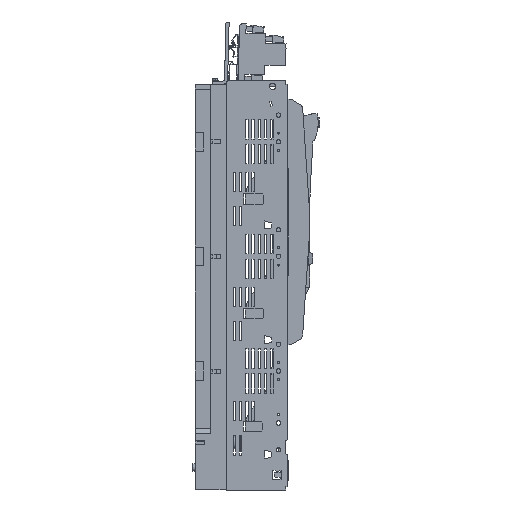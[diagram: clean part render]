
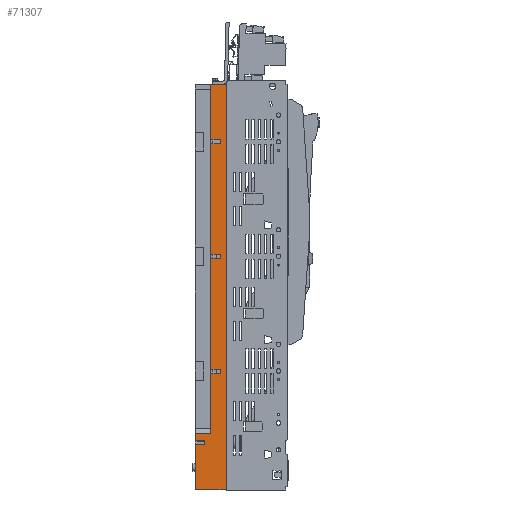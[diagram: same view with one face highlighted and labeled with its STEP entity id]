
A CAD part, left-side view. The second image highlights one B-rep face of the part: STEP entity #71307.
In plain terms, the highlighted planar face has unit normal (-1, 0, 0).
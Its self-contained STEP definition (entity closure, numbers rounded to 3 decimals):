
#71271=AXIS2_PLACEMENT_3D('Plane Axis2P3D',#71268,#71269,#71270) ;
#62827=CARTESIAN_POINT('Vertex',(-50.,-54.,277.064)) ;
#62830=CARTESIAN_POINT('Line Origine',(-50.,-54.,-49.75)) ;
#62834=CARTESIAN_POINT('Vertex',(-50.,-54.,-376.564)) ;
#64943=CARTESIAN_POINT('Vertex',(-50.,-4.,-376.564)) ;
#64946=CARTESIAN_POINT('Line Origine',(-50.,-4.,-340.097)) ;
#64950=CARTESIAN_POINT('Vertex',(-50.,-4.,-303.631)) ;
#64971=CARTESIAN_POINT('Vertex',(-50.,-4.,-297.369)) ;
#64974=CARTESIAN_POINT('Line Origine',(-50.,-4.,-291.714)) ;
#64978=CARTESIAN_POINT('Vertex',(-50.,-4.,-286.058)) ;
#65737=CARTESIAN_POINT('Vertex',(-50.,-29.,277.064)) ;
#65740=CARTESIAN_POINT('Line Origine',(-50.,-29.,277.064)) ;
#69741=CARTESIAN_POINT('Vertex',(-50.,-19.,-297.5)) ;
#69744=CARTESIAN_POINT('Line Origine',(-50.,-11.5,-297.435)) ;
#70439=CARTESIAN_POINT('Line Origine',(-50.,-29.,-376.564)) ;
#70812=CARTESIAN_POINT('Vertex',(-50.,-29.,188.216)) ;
#70817=CARTESIAN_POINT('Line Origine',(-50.,-29.,232.64)) ;
#70840=CARTESIAN_POINT('Vertex',(-50.,-29.,-286.058)) ;
#70843=CARTESIAN_POINT('Line Origine',(-50.,-29.,-237.137)) ;
#70847=CARTESIAN_POINT('Vertex',(-50.,-29.,-188.216)) ;
#70868=CARTESIAN_POINT('Vertex',(-50.,-29.,-181.784)) ;
#70871=CARTESIAN_POINT('Line Origine',(-50.,-29.,-92.5)) ;
#70875=CARTESIAN_POINT('Vertex',(-50.,-29.,-3.216)) ;
#70896=CARTESIAN_POINT('Vertex',(-50.,-29.,3.216)) ;
#70899=CARTESIAN_POINT('Line Origine',(-50.,-29.,92.5)) ;
#70903=CARTESIAN_POINT('Vertex',(-50.,-29.,181.784)) ;
#70977=CARTESIAN_POINT('Vertex',(-50.,-45.,-181.784)) ;
#70980=CARTESIAN_POINT('Line Origine',(-50.,-37.,-181.784)) ;
#71005=CARTESIAN_POINT('Line Origine',(-50.,-45.,-185.)) ;
#71009=CARTESIAN_POINT('Vertex',(-50.,-45.,-188.216)) ;
#71035=CARTESIAN_POINT('Line Origine',(-50.,-37.,-188.216)) ;
#71115=CARTESIAN_POINT('Vertex',(-50.,-19.,-303.631)) ;
#71118=CARTESIAN_POINT('Line Origine',(-50.,-19.,-300.565)) ;
#71148=CARTESIAN_POINT('Vertex',(-50.,-45.,188.216)) ;
#71151=CARTESIAN_POINT('Line Origine',(-50.,-37.,188.216)) ;
#71169=CARTESIAN_POINT('Line Origine',(-50.,-45.,185.)) ;
#71173=CARTESIAN_POINT('Vertex',(-50.,-45.,181.784)) ;
#71192=CARTESIAN_POINT('Line Origine',(-50.,-37.,181.784)) ;
#71210=CARTESIAN_POINT('Vertex',(-50.,-45.,3.216)) ;
#71213=CARTESIAN_POINT('Line Origine',(-50.,-37.,3.216)) ;
#71231=CARTESIAN_POINT('Line Origine',(-50.,-45.,0.)) ;
#71235=CARTESIAN_POINT('Vertex',(-50.,-45.,-3.216)) ;
#71254=CARTESIAN_POINT('Line Origine',(-50.,-37.,-3.216)) ;
#71268=CARTESIAN_POINT('Axis2P3D Location',(-50.,-4.,-49.981)) ;
#71273=CARTESIAN_POINT('Line Origine',(-50.,-29.,-286.058)) ;
#71278=CARTESIAN_POINT('Line Origine',(-50.,-29.,-303.631)) ;
#62831=DIRECTION('Vector Direction',(0.,0.,1.)) ;
#64947=DIRECTION('Vector Direction',(0.,0.,1.)) ;
#64975=DIRECTION('Vector Direction',(0.,0.,1.)) ;
#65741=DIRECTION('Vector Direction',(0.,1.,0.)) ;
#69745=DIRECTION('Vector Direction',(0.,-1.,-0.009)) ;
#70440=DIRECTION('Vector Direction',(0.,1.,0.)) ;
#70818=DIRECTION('Vector Direction',(0.,0.,-1.)) ;
#70844=DIRECTION('Vector Direction',(0.,0.,-1.)) ;
#70872=DIRECTION('Vector Direction',(0.,0.,-1.)) ;
#70900=DIRECTION('Vector Direction',(0.,0.,-1.)) ;
#70981=DIRECTION('Vector Direction',(0.,1.,0.)) ;
#71006=DIRECTION('Vector Direction',(0.,0.,-1.)) ;
#71036=DIRECTION('Vector Direction',(0.,1.,0.)) ;
#71119=DIRECTION('Vector Direction',(0.,0.,-1.)) ;
#71152=DIRECTION('Vector Direction',(0.,1.,0.)) ;
#71170=DIRECTION('Vector Direction',(0.,0.,-1.)) ;
#71193=DIRECTION('Vector Direction',(0.,1.,0.)) ;
#71214=DIRECTION('Vector Direction',(0.,1.,0.)) ;
#71232=DIRECTION('Vector Direction',(0.,0.,-1.)) ;
#71255=DIRECTION('Vector Direction',(0.,1.,0.)) ;
#71269=DIRECTION('Axis2P3D Direction',(1.,0.,0.)) ;
#71270=DIRECTION('Axis2P3D XDirection',(0.,0.,-1.)) ;
#71274=DIRECTION('Vector Direction',(0.,1.,0.)) ;
#71279=DIRECTION('Vector Direction',(0.,1.,0.)) ;
#62832=VECTOR('Line Direction',#62831,1.) ;
#64948=VECTOR('Line Direction',#64947,1.) ;
#64976=VECTOR('Line Direction',#64975,1.) ;
#65742=VECTOR('Line Direction',#65741,1.) ;
#69746=VECTOR('Line Direction',#69745,1.) ;
#70441=VECTOR('Line Direction',#70440,1.) ;
#70819=VECTOR('Line Direction',#70818,1.) ;
#70845=VECTOR('Line Direction',#70844,1.) ;
#70873=VECTOR('Line Direction',#70872,1.) ;
#70901=VECTOR('Line Direction',#70900,1.) ;
#70982=VECTOR('Line Direction',#70981,1.) ;
#71007=VECTOR('Line Direction',#71006,1.) ;
#71037=VECTOR('Line Direction',#71036,1.) ;
#71120=VECTOR('Line Direction',#71119,1.) ;
#71153=VECTOR('Line Direction',#71152,1.) ;
#71171=VECTOR('Line Direction',#71170,1.) ;
#71194=VECTOR('Line Direction',#71193,1.) ;
#71215=VECTOR('Line Direction',#71214,1.) ;
#71233=VECTOR('Line Direction',#71232,1.) ;
#71256=VECTOR('Line Direction',#71255,1.) ;
#71275=VECTOR('Line Direction',#71274,1.) ;
#71280=VECTOR('Line Direction',#71279,1.) ;
#71284=ORIENTED_EDGE('',*,*,#71258,.F.) ;
#71285=ORIENTED_EDGE('',*,*,#70877,.T.) ;
#71286=ORIENTED_EDGE('',*,*,#70984,.T.) ;
#71287=ORIENTED_EDGE('',*,*,#71011,.T.) ;
#71288=ORIENTED_EDGE('',*,*,#71039,.F.) ;
#71289=ORIENTED_EDGE('',*,*,#70849,.T.) ;
#71290=ORIENTED_EDGE('',*,*,#71277,.F.) ;
#71291=ORIENTED_EDGE('',*,*,#64980,.F.) ;
#71292=ORIENTED_EDGE('',*,*,#69748,.T.) ;
#71293=ORIENTED_EDGE('',*,*,#71122,.T.) ;
#71294=ORIENTED_EDGE('',*,*,#71282,.F.) ;
#71295=ORIENTED_EDGE('',*,*,#64952,.F.) ;
#71296=ORIENTED_EDGE('',*,*,#70443,.T.) ;
#71297=ORIENTED_EDGE('',*,*,#62836,.T.) ;
#71298=ORIENTED_EDGE('',*,*,#65744,.F.) ;
#71299=ORIENTED_EDGE('',*,*,#70821,.T.) ;
#71300=ORIENTED_EDGE('',*,*,#71155,.T.) ;
#71301=ORIENTED_EDGE('',*,*,#71175,.T.) ;
#71302=ORIENTED_EDGE('',*,*,#71196,.F.) ;
#71303=ORIENTED_EDGE('',*,*,#70905,.T.) ;
#71304=ORIENTED_EDGE('',*,*,#71217,.T.) ;
#71305=ORIENTED_EDGE('',*,*,#71237,.T.) ;
#71307=ADVANCED_FACE('804187_14_L_NH-Leistenunterteil Gr.3  L/SL3/W/3A/ES00',(#71306),#71272,.F.) ;
#62836=EDGE_CURVE('',#62835,#62828,#62833,.T.) ;
#64952=EDGE_CURVE('',#64944,#64951,#64949,.T.) ;
#64980=EDGE_CURVE('',#64972,#64979,#64977,.T.) ;
#65744=EDGE_CURVE('',#65738,#62828,#65743,.F.) ;
#69748=EDGE_CURVE('',#64972,#69742,#69747,.T.) ;
#70443=EDGE_CURVE('',#64944,#62835,#70442,.F.) ;
#70821=EDGE_CURVE('',#65738,#70813,#70820,.T.) ;
#70849=EDGE_CURVE('',#70848,#70841,#70846,.T.) ;
#70877=EDGE_CURVE('',#70876,#70869,#70874,.T.) ;
#70905=EDGE_CURVE('',#70904,#70897,#70902,.T.) ;
#70984=EDGE_CURVE('',#70869,#70978,#70983,.F.) ;
#71011=EDGE_CURVE('',#70978,#71010,#71008,.T.) ;
#71039=EDGE_CURVE('',#70848,#71010,#71038,.F.) ;
#71122=EDGE_CURVE('',#69742,#71116,#71121,.T.) ;
#71155=EDGE_CURVE('',#70813,#71149,#71154,.F.) ;
#71175=EDGE_CURVE('',#71149,#71174,#71172,.T.) ;
#71196=EDGE_CURVE('',#70904,#71174,#71195,.F.) ;
#71217=EDGE_CURVE('',#70897,#71211,#71216,.F.) ;
#71237=EDGE_CURVE('',#71211,#71236,#71234,.T.) ;
#71258=EDGE_CURVE('',#70876,#71236,#71257,.F.) ;
#71277=EDGE_CURVE('',#64979,#70841,#71276,.F.) ;
#71282=EDGE_CURVE('',#64951,#71116,#71281,.F.) ;
#71283=EDGE_LOOP('',(#71284,#71285,#71286,#71287,#71288,#71289,#71290,#71291,#71292,#71293,#71294,#71295,#71296,#71297,#71298,#71299,#71300,#71301,#71302,#71303,#71304,#71305)) ;
#71306=FACE_OUTER_BOUND('',#71283,.T.) ;
#62833=LINE('Line',#62830,#62832) ;
#64949=LINE('Line',#64946,#64948) ;
#64977=LINE('Line',#64974,#64976) ;
#65743=LINE('Line',#65740,#65742) ;
#69747=LINE('Line',#69744,#69746) ;
#70442=LINE('Line',#70439,#70441) ;
#70820=LINE('Line',#70817,#70819) ;
#70846=LINE('Line',#70843,#70845) ;
#70874=LINE('Line',#70871,#70873) ;
#70902=LINE('Line',#70899,#70901) ;
#70983=LINE('Line',#70980,#70982) ;
#71008=LINE('Line',#71005,#71007) ;
#71038=LINE('Line',#71035,#71037) ;
#71121=LINE('Line',#71118,#71120) ;
#71154=LINE('Line',#71151,#71153) ;
#71172=LINE('Line',#71169,#71171) ;
#71195=LINE('Line',#71192,#71194) ;
#71216=LINE('Line',#71213,#71215) ;
#71234=LINE('Line',#71231,#71233) ;
#71257=LINE('Line',#71254,#71256) ;
#71276=LINE('Line',#71273,#71275) ;
#71281=LINE('Line',#71278,#71280) ;
#71272=PLANE('Plane',#71271) ;
#62828=VERTEX_POINT('',#62827) ;
#62835=VERTEX_POINT('',#62834) ;
#64944=VERTEX_POINT('',#64943) ;
#64951=VERTEX_POINT('',#64950) ;
#64972=VERTEX_POINT('',#64971) ;
#64979=VERTEX_POINT('',#64978) ;
#65738=VERTEX_POINT('',#65737) ;
#69742=VERTEX_POINT('',#69741) ;
#70813=VERTEX_POINT('',#70812) ;
#70841=VERTEX_POINT('',#70840) ;
#70848=VERTEX_POINT('',#70847) ;
#70869=VERTEX_POINT('',#70868) ;
#70876=VERTEX_POINT('',#70875) ;
#70897=VERTEX_POINT('',#70896) ;
#70904=VERTEX_POINT('',#70903) ;
#70978=VERTEX_POINT('',#70977) ;
#71010=VERTEX_POINT('',#71009) ;
#71116=VERTEX_POINT('',#71115) ;
#71149=VERTEX_POINT('',#71148) ;
#71174=VERTEX_POINT('',#71173) ;
#71211=VERTEX_POINT('',#71210) ;
#71236=VERTEX_POINT('',#71235) ;
